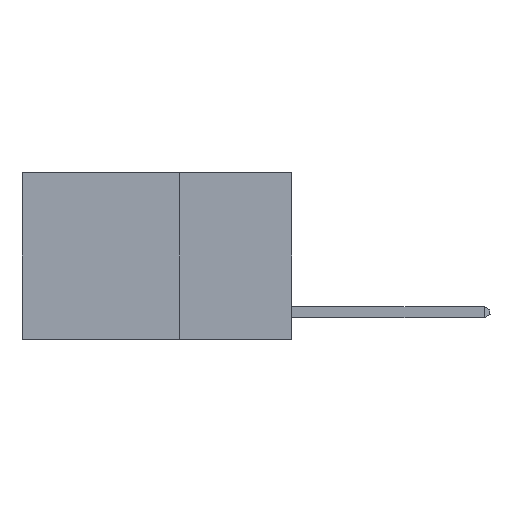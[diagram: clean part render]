
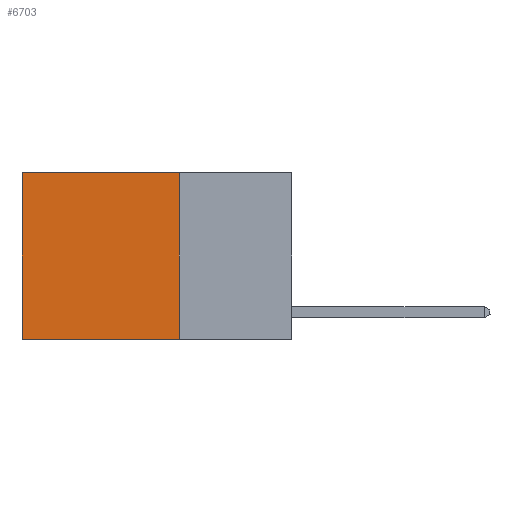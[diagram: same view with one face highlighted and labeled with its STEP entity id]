
A CAD part, left-side view. The second image highlights one B-rep face of the part: STEP entity #6703.
In plain terms, the highlighted planar face has unit normal (-1, 0, 0).
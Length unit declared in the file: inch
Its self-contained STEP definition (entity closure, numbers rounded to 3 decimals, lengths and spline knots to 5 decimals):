
#166 = LINE ( 'NONE', #6340, #6161 ) ;
#280 = VERTEX_POINT ( 'NONE', #2311 ) ;
#805 = CARTESIAN_POINT ( 'NONE',  ( 0.2625, 0.25, -0.37 ) ) ;
#1090 = VECTOR ( 'NONE', #4957, 39.37008 ) ;
#1441 = CARTESIAN_POINT ( 'NONE',  ( 0.2625, 0.6, 0. ) ) ;
#1708 = ORIENTED_EDGE ( 'NONE', *, *, #2476, .T. ) ;
#2269 = CARTESIAN_POINT ( 'NONE',  ( 0.2625, 0.25, -0.37 ) ) ;
#2311 = CARTESIAN_POINT ( 'NONE',  ( 0.2625, 0.6, 0. ) ) ;
#2323 = CARTESIAN_POINT ( 'NONE',  ( 0.2625, 0.25, 0. ) ) ;
#2476 = EDGE_CURVE ( 'NONE', #280, #6809, #9554, .T. ) ;
#3766 = LINE ( 'NONE', #2269, #6705 ) ;
#3964 = EDGE_CURVE ( 'NONE', #7585, #6809, #3766, .T. ) ;
#4957 = DIRECTION ( 'NONE',  ( 0., 0., -1. ) ) ;
#5530 = LINE ( 'NONE', #2323, #8846 ) ;
#5770 = PLANE ( 'NONE',  #19827 ) ;
#6161 = VECTOR ( 'NONE', #13314, 39.37008 ) ;
#6340 = CARTESIAN_POINT ( 'NONE',  ( 0.2625, 0.25, 0. ) ) ;
#6703 = ADVANCED_FACE ( 'NONE', ( #20266 ), #5770, .F. ) ;
#6705 = VECTOR ( 'NONE', #10185, 39.37008 ) ;
#6809 = VERTEX_POINT ( 'NONE', #19170 ) ;
#7166 = DIRECTION ( 'NONE',  ( 0., 0., -1. ) ) ;
#7585 = VERTEX_POINT ( 'NONE', #805 ) ;
#8682 = CARTESIAN_POINT ( 'NONE',  ( 0.2625, 0.25, 0. ) ) ;
#8846 = VECTOR ( 'NONE', #10674, 39.37008 ) ;
#9197 = ORIENTED_EDGE ( 'NONE', *, *, #3964, .F. ) ;
#9478 = CARTESIAN_POINT ( 'NONE',  ( 0.2625, 0.25, 0. ) ) ;
#9554 = LINE ( 'NONE', #1441, #1090 ) ;
#10185 = DIRECTION ( 'NONE',  ( 0., 1., 0. ) ) ;
#10497 = DIRECTION ( 'NONE',  ( 1., 0., 0. ) ) ;
#10674 = DIRECTION ( 'NONE',  ( 0., 1., 0. ) ) ;
#13314 = DIRECTION ( 'NONE',  ( 0., 0., -1. ) ) ;
#15062 = EDGE_CURVE ( 'NONE', #17592, #280, #5530, .T. ) ;
#15089 = EDGE_LOOP ( 'NONE', ( #1708, #9197, #21153, #19961 ) ) ;
#17592 = VERTEX_POINT ( 'NONE', #9478 ) ;
#18182 = EDGE_CURVE ( 'NONE', #17592, #7585, #166, .T. ) ;
#19170 = CARTESIAN_POINT ( 'NONE',  ( 0.2625, 0.6, -0.37 ) ) ;
#19827 = AXIS2_PLACEMENT_3D ( 'NONE', #8682, #10497, #7166 ) ;
#19961 = ORIENTED_EDGE ( 'NONE', *, *, #15062, .T. ) ;
#20266 = FACE_OUTER_BOUND ( 'NONE', #15089, .T. ) ;
#21153 = ORIENTED_EDGE ( 'NONE', *, *, #18182, .F. ) ;
